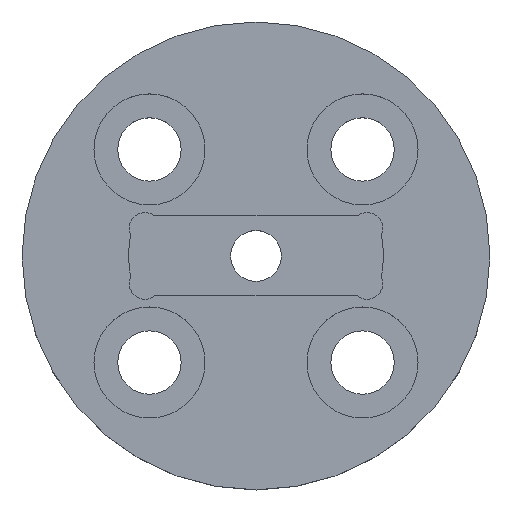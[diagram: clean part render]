
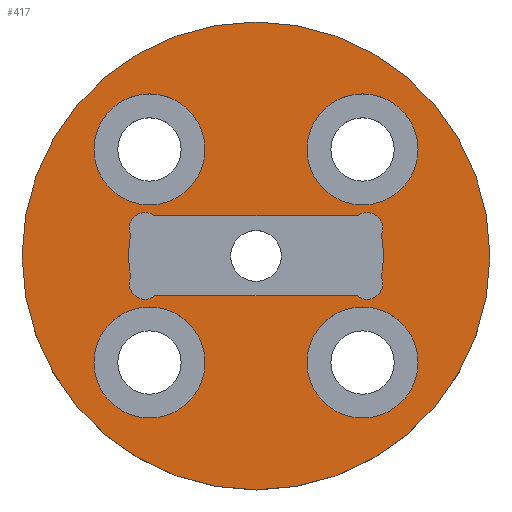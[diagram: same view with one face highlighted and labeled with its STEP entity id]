
A CAD part, top view. The second image highlights one B-rep face of the part: STEP entity #417.
In plain terms, the highlighted planar face has unit normal (0, 0, 1).
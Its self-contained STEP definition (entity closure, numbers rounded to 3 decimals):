
#20=FACE_BOUND('',#132,.T.);
#21=FACE_BOUND('',#133,.T.);
#22=FACE_BOUND('',#134,.T.);
#23=FACE_BOUND('',#135,.T.);
#24=FACE_BOUND('',#136,.T.);
#30=CIRCLE('',#444,1.);
#32=CIRCLE('',#447,8.025);
#34=CIRCLE('',#450,1.);
#36=CIRCLE('',#454,1.);
#38=CIRCLE('',#457,8.025);
#40=CIRCLE('',#460,1.);
#45=CIRCLE('',#468,3.5);
#49=CIRCLE('',#475,3.5);
#53=CIRCLE('',#482,3.5);
#57=CIRCLE('',#489,3.5);
#61=CIRCLE('',#496,14.75);
#101=FACE_OUTER_BOUND('',#131,.T.);
#131=EDGE_LOOP('',(#366));
#132=EDGE_LOOP('',(#367,#368,#369,#370,#371,#372,#373,#374));
#133=EDGE_LOOP('',(#375));
#134=EDGE_LOOP('',(#376));
#135=EDGE_LOOP('',(#377));
#136=EDGE_LOOP('',(#378));
#143=LINE('',#641,#165);
#150=LINE('',#667,#172);
#165=VECTOR('',#503,10.);
#172=VECTOR('',#530,10.);
#187=VERTEX_POINT('',#639);
#188=VERTEX_POINT('',#640);
#191=VERTEX_POINT('',#648);
#193=VERTEX_POINT('',#654);
#195=VERTEX_POINT('',#660);
#197=VERTEX_POINT('',#666);
#199=VERTEX_POINT('',#672);
#201=VERTEX_POINT('',#678);
#206=VERTEX_POINT('',#695);
#210=VERTEX_POINT('',#708);
#214=VERTEX_POINT('',#721);
#218=VERTEX_POINT('',#734);
#222=VERTEX_POINT('',#748);
#223=EDGE_CURVE('',#187,#188,#143,.T.);
#227=EDGE_CURVE('',#191,#187,#30,.T.);
#230=EDGE_CURVE('',#193,#191,#32,.T.);
#233=EDGE_CURVE('',#195,#193,#34,.T.);
#236=EDGE_CURVE('',#197,#195,#150,.T.);
#239=EDGE_CURVE('',#199,#197,#36,.T.);
#242=EDGE_CURVE('',#201,#199,#38,.T.);
#245=EDGE_CURVE('',#188,#201,#40,.T.);
#250=EDGE_CURVE('',#206,#206,#45,.T.);
#256=EDGE_CURVE('',#210,#210,#49,.T.);
#262=EDGE_CURVE('',#214,#214,#53,.T.);
#268=EDGE_CURVE('',#218,#218,#57,.T.);
#276=EDGE_CURVE('',#222,#222,#61,.T.);
#366=ORIENTED_EDGE('',*,*,#276,.T.);
#367=ORIENTED_EDGE('',*,*,#223,.T.);
#368=ORIENTED_EDGE('',*,*,#245,.T.);
#369=ORIENTED_EDGE('',*,*,#242,.T.);
#370=ORIENTED_EDGE('',*,*,#239,.T.);
#371=ORIENTED_EDGE('',*,*,#236,.T.);
#372=ORIENTED_EDGE('',*,*,#233,.T.);
#373=ORIENTED_EDGE('',*,*,#230,.T.);
#374=ORIENTED_EDGE('',*,*,#227,.T.);
#375=ORIENTED_EDGE('',*,*,#250,.T.);
#376=ORIENTED_EDGE('',*,*,#256,.T.);
#377=ORIENTED_EDGE('',*,*,#262,.T.);
#378=ORIENTED_EDGE('',*,*,#268,.T.);
#392=PLANE('',#497);
#417=ADVANCED_FACE('',(#101,#20,#21,#22,#23,#24),#392,.T.);
#444=AXIS2_PLACEMENT_3D('',#649,#509,#510);
#447=AXIS2_PLACEMENT_3D('',#655,#516,#517);
#450=AXIS2_PLACEMENT_3D('',#661,#523,#524);
#454=AXIS2_PLACEMENT_3D('',#673,#535,#536);
#457=AXIS2_PLACEMENT_3D('',#679,#542,#543);
#460=AXIS2_PLACEMENT_3D('',#684,#549,#550);
#468=AXIS2_PLACEMENT_3D('',#696,#565,#566);
#475=AXIS2_PLACEMENT_3D('',#709,#581,#582);
#482=AXIS2_PLACEMENT_3D('',#722,#597,#598);
#489=AXIS2_PLACEMENT_3D('',#735,#613,#614);
#496=AXIS2_PLACEMENT_3D('',#750,#631,#632);
#497=AXIS2_PLACEMENT_3D('',#751,#633,#634);
#503=DIRECTION('',(-1.,0.,0.));
#509=DIRECTION('center_axis',(0.,0.,-1.));
#510=DIRECTION('ref_axis',(-0.616,-0.788,0.));
#516=DIRECTION('center_axis',(0.,0.,-1.));
#517=DIRECTION('ref_axis',(0.949,-0.315,0.));
#523=DIRECTION('center_axis',(0.,0.,-1.));
#524=DIRECTION('ref_axis',(0.913,-0.408,0.));
#530=DIRECTION('',(1.,0.,0.));
#535=DIRECTION('center_axis',(0.,0.,-1.));
#536=DIRECTION('ref_axis',(0.616,0.788,0.));
#542=DIRECTION('center_axis',(0.,0.,-1.));
#543=DIRECTION('ref_axis',(-0.949,0.315,0.));
#549=DIRECTION('center_axis',(0.,0.,-1.));
#550=DIRECTION('ref_axis',(-0.913,0.408,0.));
#565=DIRECTION('center_axis',(0.,0.,-1.));
#566=DIRECTION('ref_axis',(1.,0.,0.));
#581=DIRECTION('center_axis',(0.,0.,-1.));
#582=DIRECTION('ref_axis',(1.,0.,0.));
#597=DIRECTION('center_axis',(0.,0.,-1.));
#598=DIRECTION('ref_axis',(1.,0.,0.));
#613=DIRECTION('center_axis',(0.,0.,-1.));
#614=DIRECTION('ref_axis',(1.,0.,0.));
#631=DIRECTION('center_axis',(0.,0.,1.));
#632=DIRECTION('ref_axis',(1.,0.,0.));
#633=DIRECTION('center_axis',(0.,0.,1.));
#634=DIRECTION('ref_axis',(1.,0.,0.));
#639=CARTESIAN_POINT('',(6.385,-2.525,0.));
#640=CARTESIAN_POINT('',(-6.385,-2.525,0.));
#641=CARTESIAN_POINT('',(3.193,-2.525,0.));
#648=CARTESIAN_POINT('',(7.914,-1.329,0.));
#649=CARTESIAN_POINT('Origin',(7.001,-1.737,0.));
#654=CARTESIAN_POINT('',(7.914,1.329,0.));
#655=CARTESIAN_POINT('Origin',(0.,0.,0.));
#660=CARTESIAN_POINT('',(6.385,2.525,0.));
#661=CARTESIAN_POINT('Origin',(7.001,1.737,0.));
#666=CARTESIAN_POINT('',(-6.385,2.525,0.));
#667=CARTESIAN_POINT('',(-3.193,2.525,0.));
#672=CARTESIAN_POINT('',(-7.914,1.329,0.));
#673=CARTESIAN_POINT('Origin',(-7.001,1.737,0.));
#678=CARTESIAN_POINT('',(-7.914,-1.329,0.));
#679=CARTESIAN_POINT('Origin',(0.,0.,0.));
#684=CARTESIAN_POINT('Origin',(-7.001,-1.737,0.));
#695=CARTESIAN_POINT('',(3.218,-6.718,0.));
#696=CARTESIAN_POINT('Origin',(6.718,-6.718,0.));
#708=CARTESIAN_POINT('',(-10.218,-6.718,0.));
#709=CARTESIAN_POINT('Origin',(-6.718,-6.718,0.));
#721=CARTESIAN_POINT('',(-10.218,6.718,0.));
#722=CARTESIAN_POINT('Origin',(-6.718,6.718,0.));
#734=CARTESIAN_POINT('',(3.218,6.718,0.));
#735=CARTESIAN_POINT('Origin',(6.718,6.718,0.));
#748=CARTESIAN_POINT('',(-14.75,0.,0.));
#750=CARTESIAN_POINT('Origin',(0.,0.,0.));
#751=CARTESIAN_POINT('Origin',(0.,0.,0.));
